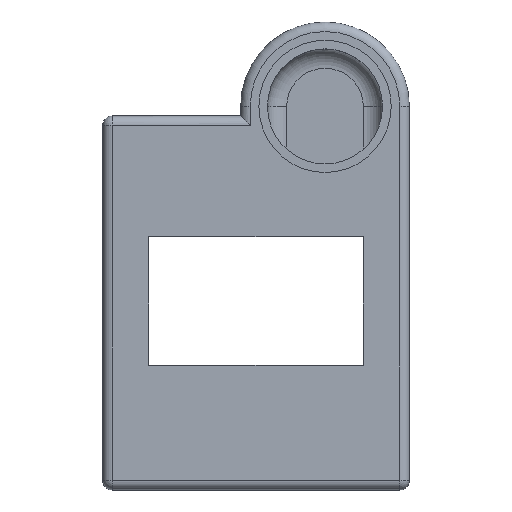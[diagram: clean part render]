
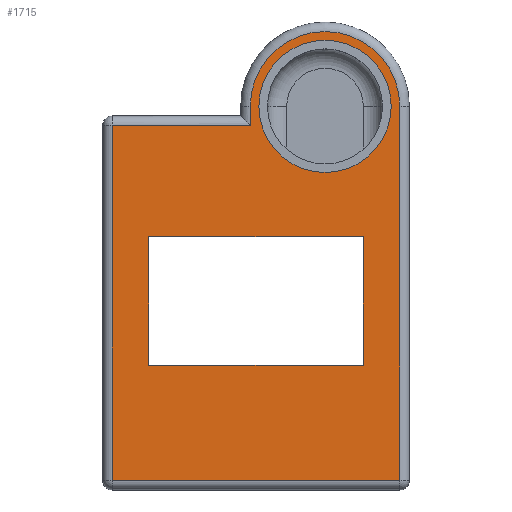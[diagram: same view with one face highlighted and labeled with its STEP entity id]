
A CAD part, top view. The second image highlights one B-rep face of the part: STEP entity #1715.
In plain terms, the highlighted planar face has unit normal (0, 0, 1).
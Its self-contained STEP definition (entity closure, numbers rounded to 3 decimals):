
#28=FACE_BOUND('',#602,.T.);
#29=FACE_BOUND('',#603,.T.);
#40=PLANE('',#1858);
#124=LINE('',#2619,#305);
#129=LINE('',#2646,#310);
#132=LINE('',#2652,#313);
#133=LINE('',#2658,#314);
#135=LINE('',#2667,#316);
#145=LINE('',#2693,#326);
#146=LINE('',#2695,#327);
#147=LINE('',#2697,#328);
#148=LINE('',#2698,#329);
#305=VECTOR('',#2069,10.);
#310=VECTOR('',#2086,10.);
#313=VECTOR('',#2091,10.);
#314=VECTOR('',#2098,10.);
#316=VECTOR('',#2110,10.);
#326=VECTOR('',#2134,10.);
#327=VECTOR('',#2135,10.);
#328=VECTOR('',#2136,10.);
#329=VECTOR('',#2137,10.);
#505=FACE_OUTER_BOUND('',#601,.T.);
#601=EDGE_LOOP('',(#1293,#1294,#1295,#1296,#1297,#1298));
#602=EDGE_LOOP('',(#1299,#1300,#1301,#1302));
#603=EDGE_LOOP('',(#1303,#1304));
#701=CIRCLE('',#1849,7.8);
#705=CIRCLE('',#1859,6.9);
#706=CIRCLE('',#1860,6.9);
#789=VERTEX_POINT('',#2600);
#792=VERTEX_POINT('',#2610);
#795=VERTEX_POINT('',#2623);
#800=VERTEX_POINT('',#2651);
#802=VERTEX_POINT('',#2656);
#804=VERTEX_POINT('',#2662);
#812=VERTEX_POINT('',#2691);
#813=VERTEX_POINT('',#2692);
#814=VERTEX_POINT('',#2694);
#815=VERTEX_POINT('',#2696);
#816=VERTEX_POINT('',#2699);
#817=VERTEX_POINT('',#2700);
#968=EDGE_CURVE('',#789,#792,#124,.T.);
#977=EDGE_CURVE('',#792,#795,#129,.T.);
#980=EDGE_CURVE('',#795,#800,#132,.T.);
#983=EDGE_CURVE('',#802,#789,#133,.T.);
#986=EDGE_CURVE('',#804,#802,#701,.T.);
#988=EDGE_CURVE('',#800,#804,#135,.T.);
#1000=EDGE_CURVE('',#812,#813,#145,.T.);
#1001=EDGE_CURVE('',#813,#814,#146,.T.);
#1002=EDGE_CURVE('',#814,#815,#147,.T.);
#1003=EDGE_CURVE('',#815,#812,#148,.T.);
#1004=EDGE_CURVE('',#816,#817,#705,.T.);
#1005=EDGE_CURVE('',#817,#816,#706,.T.);
#1293=ORIENTED_EDGE('',*,*,#968,.F.);
#1294=ORIENTED_EDGE('',*,*,#983,.F.);
#1295=ORIENTED_EDGE('',*,*,#986,.F.);
#1296=ORIENTED_EDGE('',*,*,#988,.F.);
#1297=ORIENTED_EDGE('',*,*,#980,.F.);
#1298=ORIENTED_EDGE('',*,*,#977,.F.);
#1299=ORIENTED_EDGE('',*,*,#1000,.T.);
#1300=ORIENTED_EDGE('',*,*,#1001,.T.);
#1301=ORIENTED_EDGE('',*,*,#1002,.T.);
#1302=ORIENTED_EDGE('',*,*,#1003,.T.);
#1303=ORIENTED_EDGE('',*,*,#1004,.T.);
#1304=ORIENTED_EDGE('',*,*,#1005,.T.);
#1715=ADVANCED_FACE('',(#505,#28,#29),#40,.T.);
#1849=AXIS2_PLACEMENT_3D('',#2664,#2104,#2105);
#1858=AXIS2_PLACEMENT_3D('',#2690,#2132,#2133);
#1859=AXIS2_PLACEMENT_3D('',#2701,#2138,#2139);
#1860=AXIS2_PLACEMENT_3D('',#2702,#2140,#2141);
#2069=DIRECTION('',(-1.,0.,0.));
#2086=DIRECTION('',(0.,1.,0.));
#2091=DIRECTION('',(1.,0.,0.));
#2098=DIRECTION('',(0.,-1.,0.));
#2104=DIRECTION('center_axis',(0.,0.,-1.));
#2105=DIRECTION('ref_axis',(0.,1.,0.));
#2110=DIRECTION('',(0.,1.,0.));
#2132=DIRECTION('center_axis',(0.,0.,1.));
#2133=DIRECTION('ref_axis',(1.,0.,0.));
#2134=DIRECTION('',(1.,0.,0.));
#2135=DIRECTION('',(0.,-1.,0.));
#2136=DIRECTION('',(-1.,0.,0.));
#2137=DIRECTION('',(0.,1.,0.));
#2138=DIRECTION('center_axis',(0.,0.,-1.));
#2139=DIRECTION('ref_axis',(1.,0.,0.));
#2140=DIRECTION('center_axis',(0.,0.,-1.));
#2141=DIRECTION('ref_axis',(1.,0.,0.));
#2600=CARTESIAN_POINT('',(15.,-18.7,6.));
#2610=CARTESIAN_POINT('',(-15.,-18.7,6.));
#2619=CARTESIAN_POINT('',(-8.,-18.7,6.));
#2623=CARTESIAN_POINT('',(-15.,18.3,6.));
#2646=CARTESIAN_POINT('',(-15.,12.75,6.));
#2651=CARTESIAN_POINT('',(-0.6,18.3,6.));
#2652=CARTESIAN_POINT('',(-0.8,18.3,6.));
#2656=CARTESIAN_POINT('',(15.,20.3,6.));
#2658=CARTESIAN_POINT('',(15.,-5.25,6.));
#2662=CARTESIAN_POINT('',(-0.6,20.3,6.));
#2664=CARTESIAN_POINT('Origin',(7.2,20.3,6.));
#2667=CARTESIAN_POINT('',(-0.6,13.25,6.));
#2690=CARTESIAN_POINT('Origin',(0.,6.2,6.));
#2691=CARTESIAN_POINT('',(-11.2,6.7,6.));
#2692=CARTESIAN_POINT('',(11.2,6.7,6.));
#2693=CARTESIAN_POINT('',(-11.2,6.7,6.));
#2694=CARTESIAN_POINT('',(11.2,-6.7,6.));
#2695=CARTESIAN_POINT('',(11.2,6.7,6.));
#2696=CARTESIAN_POINT('',(-11.2,-6.7,6.));
#2697=CARTESIAN_POINT('',(11.2,-6.7,6.));
#2698=CARTESIAN_POINT('',(-11.2,-6.7,6.));
#2699=CARTESIAN_POINT('',(14.1,20.3,6.));
#2700=CARTESIAN_POINT('',(0.3,20.3,6.));
#2701=CARTESIAN_POINT('Origin',(7.2,20.3,6.));
#2702=CARTESIAN_POINT('Origin',(7.2,20.3,6.));
